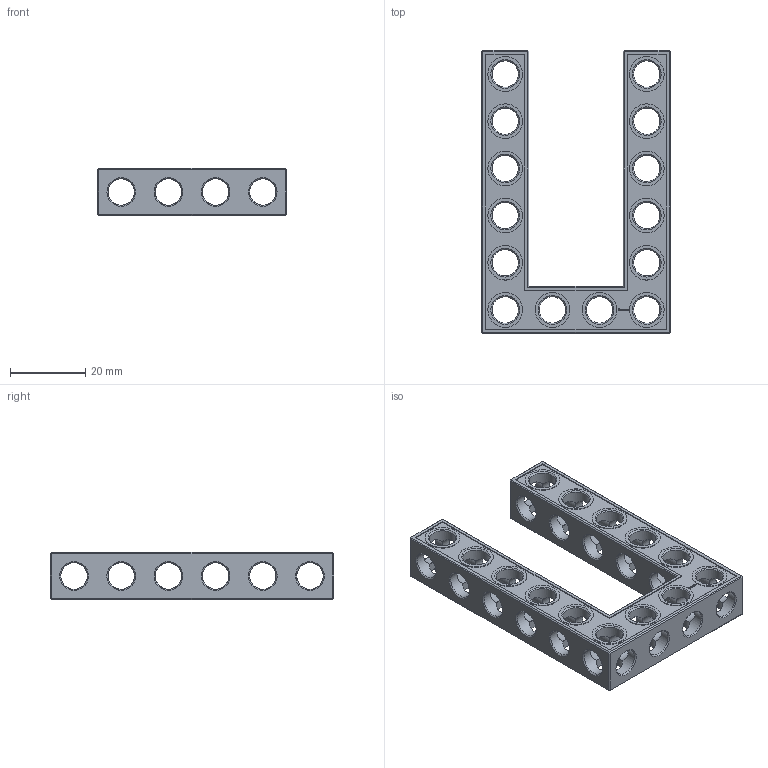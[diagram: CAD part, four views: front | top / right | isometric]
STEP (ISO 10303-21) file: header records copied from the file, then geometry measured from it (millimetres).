
FILE_DESCRIPTION(('FreeCAD Model'),'2;1');
FILE_NAME('Open CASCADE Shape Model','2022-02-23T00:08:59',( 'Paulo Kiefe'),('STEMFIE.org'),'Open CASCADE STEP processor 7.4', 'FreeCAD','Unknown');
FILE_SCHEMA(('AUTOMOTIVE_DESIGN { 1 0 10303 214 1 1 1 1 }'));
Products named in the file (1): Beam_AGD_ESS_USH_SYM_BU04x06x01_-_SPN-BEM-0324_(stemfie.org)
Bounding box: 50 x 75 x 12.5 mm (x, y, z)
Volume: 13681 mm3; surface area: 12348.4 mm2
Topology: 1 solids, 1 shells, 693 faces, 2000 edges, 1300 vertices
Faces by surface type: plane 398, extrusion 152, cylinder 85, cone 58
Full cylindrical faces by diameter (mm): 6.98 x14, 7 x57, 9.2 x14
Entity records: 98620 total; most frequent: CARTESIAN_POINT 60804, DIRECTION 6100, VECTOR 4420, LINE 4268, ORIENTED_EDGE 4000, PCURVE 4000, DEFINITIONAL_REPRESENTATION 4000, EDGE_CURVE 2000
